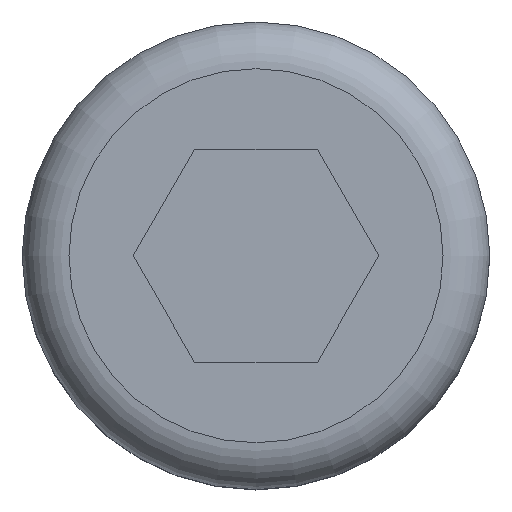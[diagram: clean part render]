
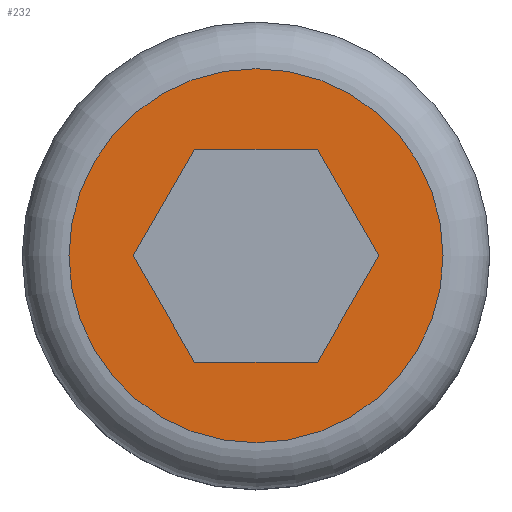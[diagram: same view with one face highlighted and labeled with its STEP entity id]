
A CAD part, top view. The second image highlights one B-rep face of the part: STEP entity #232.
In plain terms, the highlighted planar face has unit normal (0, 0, 1).
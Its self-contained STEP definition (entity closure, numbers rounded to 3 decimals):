
#16=FACE_BOUND('',#84,.T.);
#22=LINE('',#366,#43);
#23=LINE('',#368,#44);
#24=LINE('',#370,#45);
#25=LINE('',#372,#46);
#26=LINE('',#374,#47);
#27=LINE('',#375,#48);
#43=VECTOR('',#308,1.);
#44=VECTOR('',#309,1.);
#45=VECTOR('',#310,1.);
#46=VECTOR('',#311,1.);
#47=VECTOR('',#312,1.);
#48=VECTOR('',#313,1.);
#68=FACE_OUTER_BOUND('',#83,.T.);
#83=EDGE_LOOP('',(#164));
#84=EDGE_LOOP('',(#165,#166,#167,#168,#169,#170));
#97=CIRCLE('',#265,2.2);
#104=VERTEX_POINT('',#360);
#105=VERTEX_POINT('',#364);
#106=VERTEX_POINT('',#365);
#107=VERTEX_POINT('',#367);
#108=VERTEX_POINT('',#369);
#109=VERTEX_POINT('',#371);
#110=VERTEX_POINT('',#373);
#125=EDGE_CURVE('',#104,#104,#97,.T.);
#127=EDGE_CURVE('',#105,#106,#22,.T.);
#128=EDGE_CURVE('',#107,#105,#23,.T.);
#129=EDGE_CURVE('',#108,#107,#24,.T.);
#130=EDGE_CURVE('',#109,#108,#25,.T.);
#131=EDGE_CURVE('',#110,#109,#26,.T.);
#132=EDGE_CURVE('',#106,#110,#27,.T.);
#164=ORIENTED_EDGE('',*,*,#125,.T.);
#165=ORIENTED_EDGE('',*,*,#127,.F.);
#166=ORIENTED_EDGE('',*,*,#128,.F.);
#167=ORIENTED_EDGE('',*,*,#129,.F.);
#168=ORIENTED_EDGE('',*,*,#130,.F.);
#169=ORIENTED_EDGE('',*,*,#131,.F.);
#170=ORIENTED_EDGE('',*,*,#132,.F.);
#203=PLANE('',#267);
#232=ADVANCED_FACE('',(#68,#16),#203,.T.);
#265=AXIS2_PLACEMENT_3D('',#361,#302,#303);
#267=AXIS2_PLACEMENT_3D('',#363,#306,#307);
#302=DIRECTION('center_axis',(0.,0.,1.));
#303=DIRECTION('ref_axis',(1.,0.,0.));
#306=DIRECTION('center_axis',(0.,0.,1.));
#307=DIRECTION('ref_axis',(1.,0.,0.));
#308=DIRECTION('',(0.5,0.866,0.));
#309=DIRECTION('',(1.,0.,0.));
#310=DIRECTION('',(0.5,-0.866,0.));
#311=DIRECTION('',(-0.5,-0.866,0.));
#312=DIRECTION('',(-1.,0.,0.));
#313=DIRECTION('',(-0.5,0.866,0.));
#360=CARTESIAN_POINT('',(-2.2,0.,3.));
#361=CARTESIAN_POINT('Origin',(0.,0.,3.));
#363=CARTESIAN_POINT('Origin',(0.,0.,3.));
#364=CARTESIAN_POINT('',(0.723,-1.251,3.));
#365=CARTESIAN_POINT('',(1.445,0.,3.));
#366=CARTESIAN_POINT('',(0.723,-1.251,3.));
#367=CARTESIAN_POINT('',(-0.723,-1.251,3.));
#368=CARTESIAN_POINT('',(-0.723,-1.251,3.));
#369=CARTESIAN_POINT('',(-1.445,0.,3.));
#370=CARTESIAN_POINT('',(-1.445,0.,3.));
#371=CARTESIAN_POINT('',(-0.723,1.251,3.));
#372=CARTESIAN_POINT('',(-0.723,1.251,3.));
#373=CARTESIAN_POINT('',(0.723,1.251,3.));
#374=CARTESIAN_POINT('',(0.723,1.251,3.));
#375=CARTESIAN_POINT('',(1.445,0.,3.));
